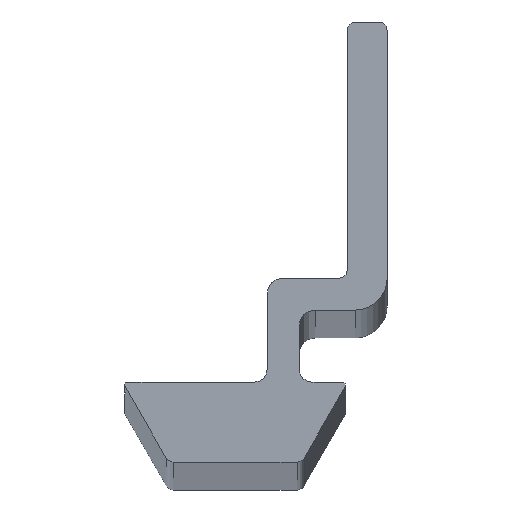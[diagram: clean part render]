
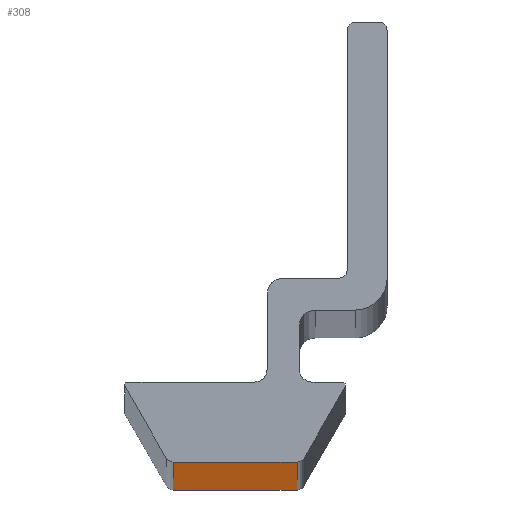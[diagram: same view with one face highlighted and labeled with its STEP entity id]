
A CAD part, top view. The second image highlights one B-rep face of the part: STEP entity #308.
In plain terms, the highlighted planar face has unit normal (0, -1, 0).
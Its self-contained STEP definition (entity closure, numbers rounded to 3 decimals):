
#3 = CARTESIAN_POINT ( 'NONE',  ( -3.871, -5., 0. ) ) ;
#20 = CARTESIAN_POINT ( 'NONE',  ( 3.871, -5., 1000. ) ) ;
#39 = VERTEX_POINT ( 'NONE', #3 ) ;
#79 = CARTESIAN_POINT ( 'NONE',  ( 3.871, -5., 1000. ) ) ;
#94 = DIRECTION ( 'NONE',  ( -1., 0., 0. ) ) ;
#95 = EDGE_CURVE ( 'NONE', #544, #697, #719, .T. ) ;
#117 = CARTESIAN_POINT ( 'NONE',  ( -3.871, -5., 1000. ) ) ;
#150 = DIRECTION ( 'NONE',  ( 0., 0., 1. ) ) ;
#188 = LINE ( 'NONE', #901, #221 ) ;
#195 = DIRECTION ( 'NONE',  ( 0., -1., 0. ) ) ;
#221 = VECTOR ( 'NONE', #94, 1000. ) ;
#259 = CARTESIAN_POINT ( 'NONE',  ( 4.292, -5., 0. ) ) ;
#261 = DIRECTION ( 'NONE',  ( 0., 0., -1. ) ) ;
#269 = ORIENTED_EDGE ( 'NONE', *, *, #568, .T. ) ;
#296 = CARTESIAN_POINT ( 'NONE',  ( 3.871, -5., 0. ) ) ;
#306 = CARTESIAN_POINT ( 'NONE',  ( -3.871, -5., 1000. ) ) ;
#308 = ADVANCED_FACE ( 'NONE', ( #774 ), #708, .T. ) ;
#311 = LINE ( 'NONE', #306, #607 ) ;
#325 = CARTESIAN_POINT ( 'NONE',  ( -3.871, -5., 1000. ) ) ;
#327 = LINE ( 'NONE', #259, #942 ) ;
#339 = ORIENTED_EDGE ( 'NONE', *, *, #438, .F. ) ;
#417 = VERTEX_POINT ( 'NONE', #325 ) ;
#438 = EDGE_CURVE ( 'NONE', #544, #39, #327, .T. ) ;
#469 = EDGE_CURVE ( 'NONE', #417, #39, #311, .T. ) ;
#544 = VERTEX_POINT ( 'NONE', #296 ) ;
#568 = EDGE_CURVE ( 'NONE', #697, #417, #188, .T. ) ;
#607 = VECTOR ( 'NONE', #823, 1000. ) ;
#697 = VERTEX_POINT ( 'NONE', #20 ) ;
#708 = PLANE ( 'NONE',  #738 ) ;
#719 = LINE ( 'NONE', #79, #788 ) ;
#738 = AXIS2_PLACEMENT_3D ( 'NONE', #117, #195, #261 ) ;
#755 = ORIENTED_EDGE ( 'NONE', *, *, #95, .T. ) ;
#769 = DIRECTION ( 'NONE',  ( -1., 0., 0. ) ) ;
#774 = FACE_OUTER_BOUND ( 'NONE', #867, .T. ) ;
#788 = VECTOR ( 'NONE', #150, 1000. ) ;
#823 = DIRECTION ( 'NONE',  ( 0., 0., -1. ) ) ;
#867 = EDGE_LOOP ( 'NONE', ( #269, #900, #339, #755 ) ) ;
#900 = ORIENTED_EDGE ( 'NONE', *, *, #469, .T. ) ;
#901 = CARTESIAN_POINT ( 'NONE',  ( 4.292, -5., 1000. ) ) ;
#942 = VECTOR ( 'NONE', #769, 1000. ) ;
